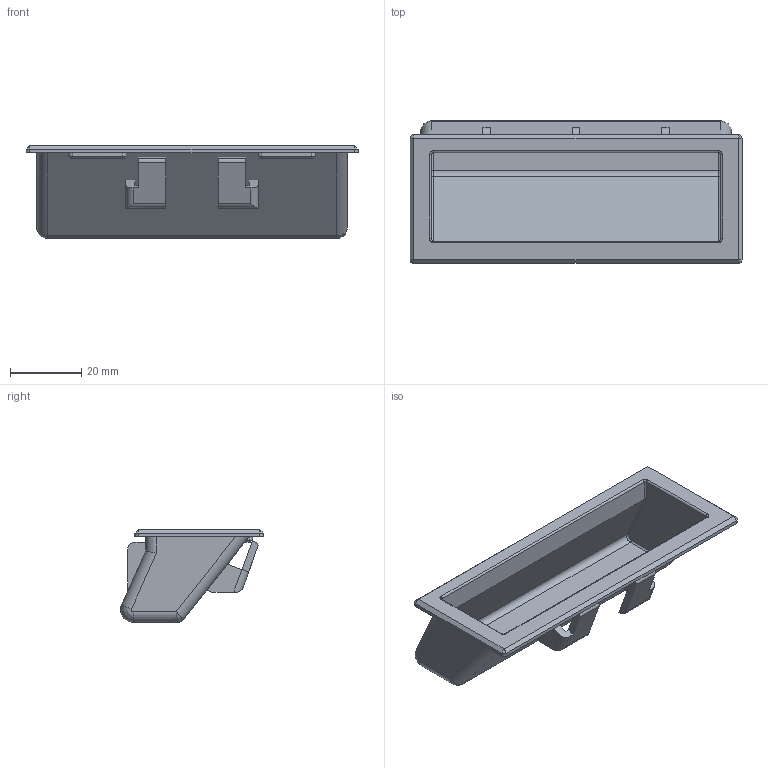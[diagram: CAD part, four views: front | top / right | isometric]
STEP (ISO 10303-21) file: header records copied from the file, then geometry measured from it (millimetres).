
FILE_DESCRIPTION(/* description */ (''),/* implementation_level */ '2;1');
FILE_NAME(/* name */ 'pp210 1.5T v2.step',/* time_stamp */ '2024-05-24T16:09:02+09:00',/* author */ (''),/* organization */ (''),/* preprocessor_version */ 'ST-DEVELOPER v20',/* originating_system */ 'Autodesk Translation Framework v13.14.0.145',/* authorisation */ '');
FILE_SCHEMA (('AUTOMOTIVE_DESIGN { 1 0 10303 214 3 1 1 }'));
Length unit declared in the file: millimetre
Products named in the file (1): pp210 1.5T
Bounding box: 93 x 39.99 x 26 mm (x, y, z)
Volume: 19658.2 mm3; surface area: 17164 mm2
Topology: 1 solids, 1 shells, 129 faces, 321 edges, 192 vertices
Faces by surface type: plane 68, cylinder 41, cone 8, bspline 6, torus 6
Entity records: 3871 total; most frequent: CARTESIAN_POINT 759, DIRECTION 655, ORIENTED_EDGE 630, EDGE_CURVE 315, LINE 223, VECTOR 223, AXIS2_PLACEMENT_3D 216, VERTEX_POINT 192
